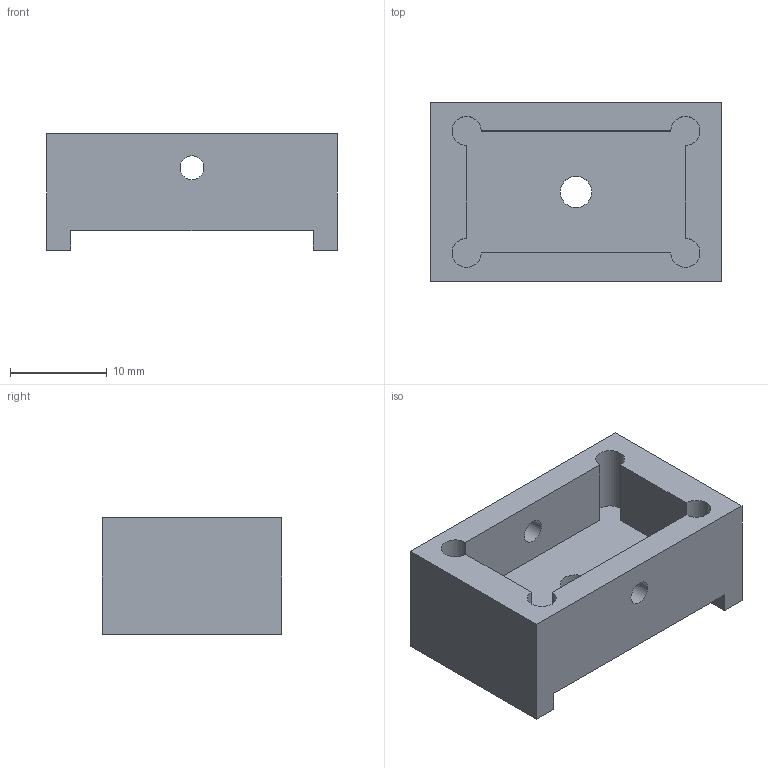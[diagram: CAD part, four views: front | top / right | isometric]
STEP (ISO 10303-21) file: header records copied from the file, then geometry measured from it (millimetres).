
FILE_DESCRIPTION(/* description */ (''),/* implementation_level */ '2;1');
FILE_NAME(/* name */ 'Sample-cuvette-clamp-20mm-V3.stp',/* time_stamp */ '2019-01-28T14:36:48+01:00',/* author */ ('voigt'),/* organization */ (''),/* preprocessor_version */ 'ST-DEVELOPER v16.1',/* originating_system */ 'Autodesk Inventor 2016',/* authorisation */ '');
FILE_SCHEMA (('AUTOMOTIVE_DESIGN { 1 0 10303 214 3 1 1 }'));
Length unit declared in the file: millimetre
Products named in the file (1): Sample-cuvette-clamp-20mm-V3
Bounding box: 30 x 18.5 x 12 mm (x, y, z)
Volume: 3540.5 mm3; surface area: 2895.3 mm2
Topology: 1 solids, 1 shells, 22 faces, 58 edges, 39 vertices
Faces by surface type: plane 15, cylinder 7
Full cylindrical faces by diameter (mm): 2.459 x2, 3.242 x1
Entity records: 696 total; most frequent: CARTESIAN_POINT 115, DIRECTION 114, ORIENTED_EDGE 108, EDGE_CURVE 54, LINE 40, VECTOR 40, VERTEX_POINT 38, AXIS2_PLACEMENT_3D 37
